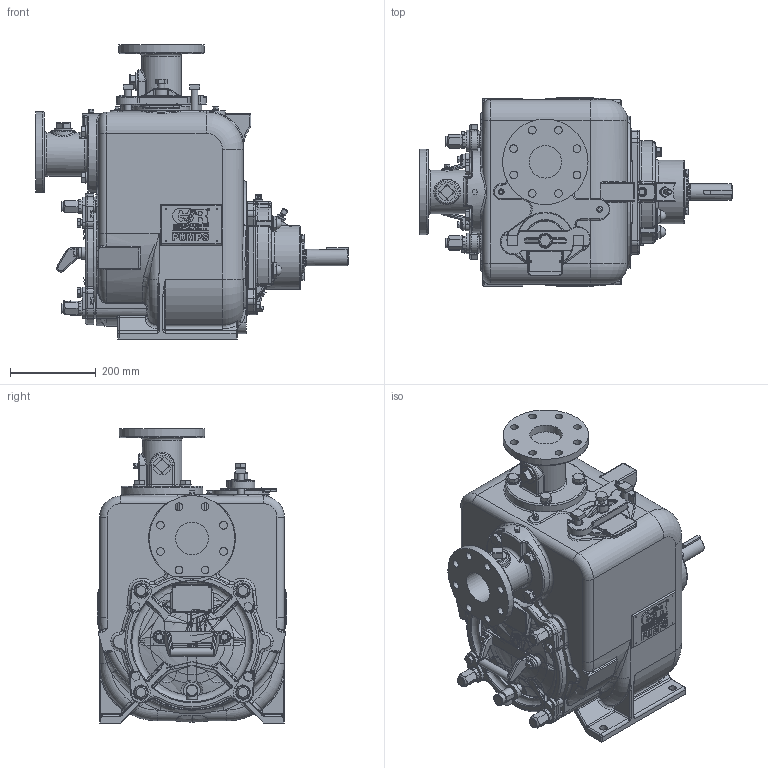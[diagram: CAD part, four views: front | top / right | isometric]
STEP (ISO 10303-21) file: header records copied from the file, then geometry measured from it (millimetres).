
FILE_DESCRIPTION(/* description */ ('Unknown'),/* implementation_level */ '2;1');
FILE_NAME(/* name */ '17593',/* time_stamp */ '2026-01-29T08:31:52-05:00',/* author */ ('KMW'),/* organization */ ('The Gorman-Rupp Company'),/* preprocessor_version */ 'ST-DEVELOPER v16.7',/* originating_system */ 'DEX',/* authorisation */ $);
FILE_SCHEMA (('CONFIG_CONTROL_DESIGN'));
Products named in the file (1): 17593
Bounding box: 731.08 x 443.87 x 687.48 mm (x, y, z)
Volume: 64595872 mm3; surface area: 2028930.5 mm2
Topology: 7 solids, 65 shells, 3804 faces, 9476 edges, 5733 vertices
Faces by surface type: plane 1552, cylinder 945, bspline 618, torus 531, sphere 85, cone 73
Full cylindrical faces by diameter (mm): 2.388 x4, 2.527 x6, 2.54 x4, 2.845 x6, 3.048 x6, 3.175 x2, 7.938 x4, 8.738 x1, 9.093 x1, 9.525 x2, 9.779 x6, 10.716 x4, 11.112 x2, 12.7 x6, 13.005 x2, 13.492 x4, 14.287 x4, 15.875 x11, 16.271 x4, 16.319 x8, 17.348 x6, 17.526 x4, 17.982 x1, 18 x16, 18.863 x4, 18.974 x2, 19.05 x5, 19.812 x4, 21.209 x4, 22.174 x2
Entity records: 147900 total; most frequent: CARTESIAN_POINT 36232, DIRECTION 17637, ORIENTED_EDGE 17422, EDGE_CURVE 8711, AXIS2_PLACEMENT_3D 6764, VERTEX_POINT 5525, FACE_BOUND 4432, EDGE_LOOP 4403
